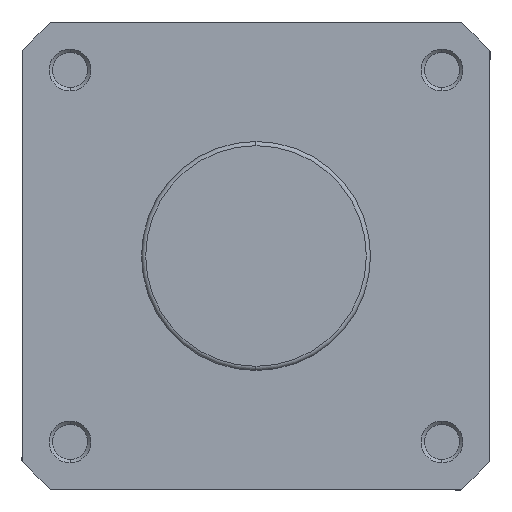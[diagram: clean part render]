
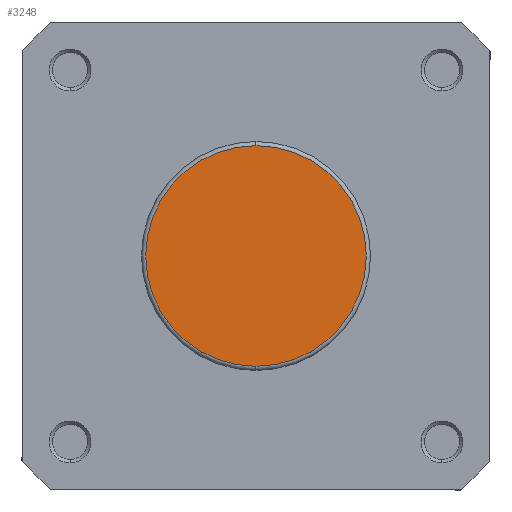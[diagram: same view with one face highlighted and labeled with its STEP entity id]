
A CAD part, left-side view. The second image highlights one B-rep face of the part: STEP entity #3248.
In plain terms, the highlighted planar face has unit normal (-1, 0, 0).
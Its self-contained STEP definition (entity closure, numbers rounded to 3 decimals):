
#654 = CARTESIAN_POINT ( 'NONE',  ( 0., 0., 0. ) ) ;
#665 = DIRECTION ( 'NONE',  ( -1., 0., 0. ) ) ;
#666 = DIRECTION ( 'NONE',  ( 0., 0., -1. ) ) ;
#1041 = VERTEX_POINT ( 'NONE', #3780 ) ;
#1328 = CARTESIAN_POINT ( 'NONE',  ( 0., 27.4, 0. ) ) ;
#1337 = PLANE ( 'NONE',  #2498 ) ;
#1351 = DIRECTION ( 'NONE',  ( 1., 0., 0. ) ) ;
#1352 = DIRECTION ( 'NONE',  ( 0., 0., -1. ) ) ;
#1999 = FACE_OUTER_BOUND ( 'NONE', #5184, .T. ) ;
#2343 = AXIS2_PLACEMENT_3D ( 'NONE', #654, #665, #666 ) ;
#2498 = AXIS2_PLACEMENT_3D ( 'NONE', #1328, #1351, #1352 ) ;
#2718 = EDGE_CURVE ( 'NONE', #1041, #5490, #5397, .T. ) ;
#2969 = EDGE_CURVE ( 'NONE', #5490, #1041, #4306, .T. ) ;
#3117 = AXIS2_PLACEMENT_3D ( 'NONE', #3997, #3923, #3915 ) ;
#3248 = ADVANCED_FACE ( 'NONE', ( #1999 ), #1337, .F. ) ;
#3530 = CARTESIAN_POINT ( 'NONE',  ( 0., 0., 26.4 ) ) ;
#3780 = CARTESIAN_POINT ( 'NONE',  ( 0., 0., -26.4 ) ) ;
#3915 = DIRECTION ( 'NONE',  ( 0., 0., -1. ) ) ;
#3923 = DIRECTION ( 'NONE',  ( -1., 0., 0. ) ) ;
#3997 = CARTESIAN_POINT ( 'NONE',  ( 0., 0., 0. ) ) ;
#4306 = CIRCLE ( 'NONE', #2343, 26.4 ) ;
#4531 = ORIENTED_EDGE ( 'NONE', *, *, #2969, .T. ) ;
#4532 = ORIENTED_EDGE ( 'NONE', *, *, #2718, .T. ) ;
#5184 = EDGE_LOOP ( 'NONE', ( #4532, #4531 ) ) ;
#5397 = CIRCLE ( 'NONE', #3117, 26.4 ) ;
#5490 = VERTEX_POINT ( 'NONE', #3530 ) ;
